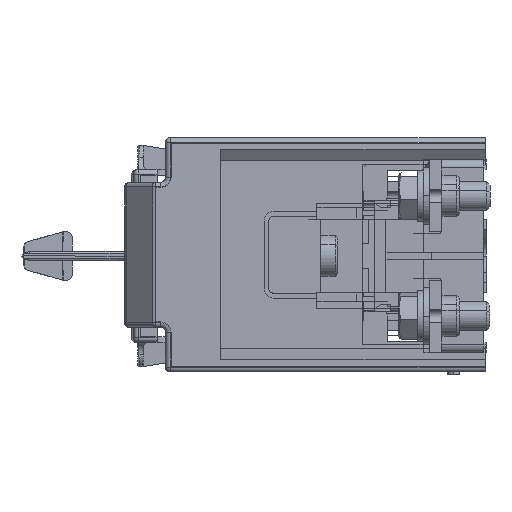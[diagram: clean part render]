
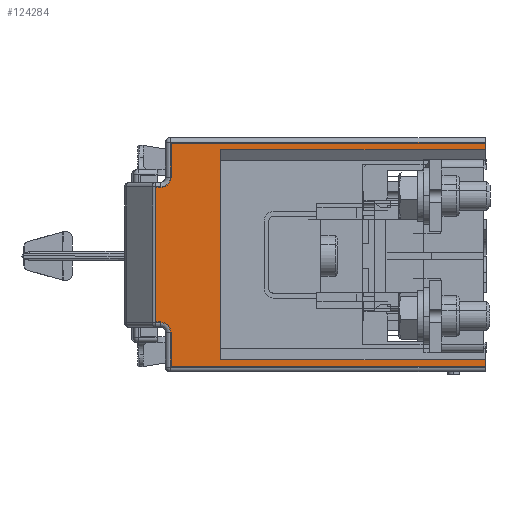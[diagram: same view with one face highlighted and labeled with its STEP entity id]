
A CAD part, left-side view. The second image highlights one B-rep face of the part: STEP entity #124284.
In plain terms, the highlighted planar face has unit normal (-1, 0, 0).
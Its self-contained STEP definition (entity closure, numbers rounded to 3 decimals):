
#1791 = CARTESIAN_POINT ( 'NONE',  ( -63.348, 130.5, -6.25 ) ) ;
#2393 = FACE_OUTER_BOUND ( 'NONE', #55103, .T. ) ;
#4866 = LINE ( 'NONE', #119195, #123171 ) ;
#5856 = ORIENTED_EDGE ( 'NONE', *, *, #96744, .F. ) ;
#6646 = DIRECTION ( 'NONE',  ( -1., 0., 0. ) ) ;
#7297 = VERTEX_POINT ( 'NONE', #134923 ) ;
#7809 = ORIENTED_EDGE ( 'NONE', *, *, #151955, .T. ) ;
#8418 = CARTESIAN_POINT ( 'NONE',  ( -63.348, 130.5, 70.75 ) ) ;
#8752 = EDGE_CURVE ( 'NONE', #105261, #57968, #102764, .T. ) ;
#9448 = CARTESIAN_POINT ( 'NONE',  ( -63.348, 130.5, 72.75 ) ) ;
#9649 = CARTESIAN_POINT ( 'NONE',  ( -63.348, 136.672, 68.75 ) ) ;
#9871 = LINE ( 'NONE', #23889, #133450 ) ;
#11841 = DIRECTION ( 'NONE',  ( 0., 1., 0. ) ) ;
#12566 = ORIENTED_EDGE ( 'NONE', *, *, #94810, .F. ) ;
#16050 = EDGE_CURVE ( 'NONE', #89661, #54830, #9871, .T. ) ;
#18661 = DIRECTION ( 'NONE',  ( 0., 1., 0. ) ) ;
#22462 = VERTEX_POINT ( 'NONE', #143391 ) ;
#23889 = CARTESIAN_POINT ( 'NONE',  ( -63.348, 136.672, 70.75 ) ) ;
#25041 = LINE ( 'NONE', #128878, #116817 ) ;
#25135 = ORIENTED_EDGE ( 'NONE', *, *, #107058, .F. ) ;
#26173 = CARTESIAN_POINT ( 'NONE',  ( -63.348, -0.5, -6.25 ) ) ;
#26188 = DIRECTION ( 'NONE',  ( 0., 0., 1. ) ) ;
#27073 = EDGE_CURVE ( 'NONE', #129689, #89661, #4866, .T. ) ;
#28190 = LINE ( 'NONE', #49635, #151527 ) ;
#28204 = VECTOR ( 'NONE', #68894, 1000. ) ;
#28681 = ORIENTED_EDGE ( 'NONE', *, *, #53665, .T. ) ;
#31954 = CARTESIAN_POINT ( 'NONE',  ( -63.348, 109.5, -3.25 ) ) ;
#35258 = CARTESIAN_POINT ( 'NONE',  ( -63.348, 136.672, 12.25 ) ) ;
#40434 = EDGE_CURVE ( 'NONE', #22462, #154088, #106868, .T. ) ;
#42348 = DIRECTION ( 'NONE',  ( 0., 1., 0. ) ) ;
#42909 = ORIENTED_EDGE ( 'NONE', *, *, #88801, .T. ) ;
#43967 = AXIS2_PLACEMENT_3D ( 'NONE', #133362, #98130, #26188 ) ;
#46139 = CARTESIAN_POINT ( 'NONE',  ( -63.348, 134.5, 72.75 ) ) ;
#46309 = EDGE_CURVE ( 'NONE', #105261, #84805, #25041, .T. ) ;
#46938 = CARTESIAN_POINT ( 'NONE',  ( -63.348, 132.5, 12.25 ) ) ;
#49635 = CARTESIAN_POINT ( 'NONE',  ( -63.348, 130.5, -8.25 ) ) ;
#53665 = EDGE_CURVE ( 'NONE', #57968, #112374, #60165, .T. ) ;
#54475 = CARTESIAN_POINT ( 'NONE',  ( -63.348, 132.5, 87.25 ) ) ;
#54830 = VERTEX_POINT ( 'NONE', #35258 ) ;
#55103 = EDGE_LOOP ( 'NONE', ( #5856, #129569, #128462, #118015, #100955, #28681, #12566, #95658, #101297, #7809, #98815, #72690, #42909, #25135 ) ) ;
#55613 = VECTOR ( 'NONE', #69324, 1000. ) ;
#57273 = CARTESIAN_POINT ( 'NONE',  ( -63.348, -0.5, -3.25 ) ) ;
#57968 = VERTEX_POINT ( 'NONE', #130848 ) ;
#58223 = DIRECTION ( 'NONE',  ( 0., 0., 1. ) ) ;
#60165 = LINE ( 'NONE', #8418, #28204 ) ;
#60659 = EDGE_CURVE ( 'NONE', #123320, #81529, #28190, .T. ) ;
#65990 = VECTOR ( 'NONE', #42348, 1000. ) ;
#68724 = CARTESIAN_POINT ( 'NONE',  ( -63.348, 130.5, 8.25 ) ) ;
#68894 = DIRECTION ( 'NONE',  ( 0., 0., -1. ) ) ;
#69324 = DIRECTION ( 'NONE',  ( 0., -1., 0. ) ) ;
#69500 = DIRECTION ( 'NONE',  ( 0., 0., -1. ) ) ;
#70989 = VECTOR ( 'NONE', #18661, 1000. ) ;
#72690 = ORIENTED_EDGE ( 'NONE', *, *, #60659, .T. ) ;
#73031 = CARTESIAN_POINT ( 'NONE',  ( -63.348, -0.5, 84.25 ) ) ;
#73040 = AXIS2_PLACEMENT_3D ( 'NONE', #78740, #6646, #90749 ) ;
#73830 = DIRECTION ( 'NONE',  ( 0., 0., -1. ) ) ;
#74650 = VECTOR ( 'NONE', #137939, 1000. ) ;
#78740 = CARTESIAN_POINT ( 'NONE',  ( -63.348, 134.5, 8.25 ) ) ;
#78895 = VECTOR ( 'NONE', #104349, 1000. ) ;
#79653 = VECTOR ( 'NONE', #143413, 1000. ) ;
#81529 = VERTEX_POINT ( 'NONE', #1791 ) ;
#82869 = AXIS2_PLACEMENT_3D ( 'NONE', #46139, #129688, #58223 ) ;
#84805 = VERTEX_POINT ( 'NONE', #73031 ) ;
#84844 = VERTEX_POINT ( 'NONE', #26173 ) ;
#88185 = VECTOR ( 'NONE', #118528, 1000. ) ;
#88801 = EDGE_CURVE ( 'NONE', #81529, #84844, #111334, .T. ) ;
#89661 = VERTEX_POINT ( 'NONE', #9649 ) ;
#90749 = DIRECTION ( 'NONE',  ( 0., 0., 1. ) ) ;
#92350 = CARTESIAN_POINT ( 'NONE',  ( -63.348, 109.5, -3.25 ) ) ;
#94537 = CARTESIAN_POINT ( 'NONE',  ( -63.348, 134.5, 12.25 ) ) ;
#94810 = EDGE_CURVE ( 'NONE', #129689, #112374, #102935, .T. ) ;
#95658 = ORIENTED_EDGE ( 'NONE', *, *, #27073, .T. ) ;
#95848 = DIRECTION ( 'NONE',  ( 0., 0., -1. ) ) ;
#96744 = EDGE_CURVE ( 'NONE', #154088, #7297, #150767, .T. ) ;
#97602 = PLANE ( 'NONE',  #43967 ) ;
#98130 = DIRECTION ( 'NONE',  ( -1., 0., 0. ) ) ;
#98815 = ORIENTED_EDGE ( 'NONE', *, *, #121686, .F. ) ;
#100955 = ORIENTED_EDGE ( 'NONE', *, *, #8752, .T. ) ;
#101297 = ORIENTED_EDGE ( 'NONE', *, *, #16050, .T. ) ;
#102233 = VERTEX_POINT ( 'NONE', #94537 ) ;
#102764 = LINE ( 'NONE', #54475, #70989 ) ;
#102935 = CIRCLE ( 'NONE', #82869, 4. ) ;
#103142 = LINE ( 'NONE', #46938, #88185 ) ;
#104232 = CIRCLE ( 'NONE', #73040, 4. ) ;
#104349 = DIRECTION ( 'NONE',  ( 0., 0., -1. ) ) ;
#105261 = VERTEX_POINT ( 'NONE', #130514 ) ;
#106868 = LINE ( 'NONE', #92350, #78895 ) ;
#107058 = EDGE_CURVE ( 'NONE', #7297, #84844, #110111, .T. ) ;
#110111 = LINE ( 'NONE', #114005, #74650 ) ;
#111334 = LINE ( 'NONE', #119468, #79653 ) ;
#112374 = VERTEX_POINT ( 'NONE', #9448 ) ;
#113577 = CARTESIAN_POINT ( 'NONE',  ( -63.348, 134.5, 68.75 ) ) ;
#114005 = CARTESIAN_POINT ( 'NONE',  ( -63.348, -0.5, 89.25 ) ) ;
#116817 = VECTOR ( 'NONE', #69500, 1000. ) ;
#118015 = ORIENTED_EDGE ( 'NONE', *, *, #46309, .F. ) ;
#118528 = DIRECTION ( 'NONE',  ( 0., -1., 0. ) ) ;
#119195 = CARTESIAN_POINT ( 'NONE',  ( -63.348, 137.5, 68.75 ) ) ;
#119468 = CARTESIAN_POINT ( 'NONE',  ( -63.348, -0.5, -6.25 ) ) ;
#121686 = EDGE_CURVE ( 'NONE', #123320, #102233, #104232, .T. ) ;
#123171 = VECTOR ( 'NONE', #11841, 1000. ) ;
#123320 = VERTEX_POINT ( 'NONE', #68724 ) ;
#124284 = ADVANCED_FACE ( 'NONE', ( #2393 ), #97602, .T. ) ;
#125948 = CARTESIAN_POINT ( 'NONE',  ( -63.348, -0.5, 84.25 ) ) ;
#128462 = ORIENTED_EDGE ( 'NONE', *, *, #137315, .F. ) ;
#128878 = CARTESIAN_POINT ( 'NONE',  ( -63.348, -0.5, 89.25 ) ) ;
#129386 = LINE ( 'NONE', #125948, #65990 ) ;
#129569 = ORIENTED_EDGE ( 'NONE', *, *, #40434, .F. ) ;
#129688 = DIRECTION ( 'NONE',  ( -1., 0., 0. ) ) ;
#129689 = VERTEX_POINT ( 'NONE', #113577 ) ;
#130514 = CARTESIAN_POINT ( 'NONE',  ( -63.348, -0.5, 87.25 ) ) ;
#130848 = CARTESIAN_POINT ( 'NONE',  ( -63.348, 130.5, 87.25 ) ) ;
#133362 = CARTESIAN_POINT ( 'NONE',  ( -63.348, -0.5, 70.75 ) ) ;
#133450 = VECTOR ( 'NONE', #95848, 1000. ) ;
#134923 = CARTESIAN_POINT ( 'NONE',  ( -63.348, -0.5, -3.25 ) ) ;
#137315 = EDGE_CURVE ( 'NONE', #84805, #22462, #129386, .T. ) ;
#137939 = DIRECTION ( 'NONE',  ( 0., 0., -1. ) ) ;
#143391 = CARTESIAN_POINT ( 'NONE',  ( -63.348, 109.5, 84.25 ) ) ;
#143413 = DIRECTION ( 'NONE',  ( 0., -1., 0. ) ) ;
#150767 = LINE ( 'NONE', #57273, #55613 ) ;
#151527 = VECTOR ( 'NONE', #73830, 1000. ) ;
#151955 = EDGE_CURVE ( 'NONE', #54830, #102233, #103142, .T. ) ;
#154088 = VERTEX_POINT ( 'NONE', #31954 ) ;
